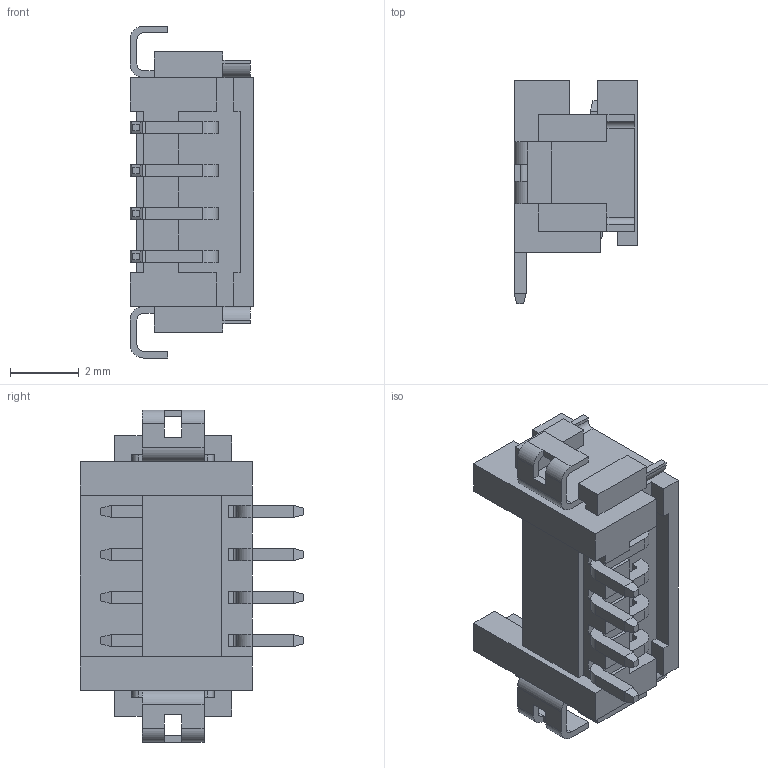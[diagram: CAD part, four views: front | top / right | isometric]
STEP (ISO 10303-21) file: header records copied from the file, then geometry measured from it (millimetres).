
FILE_DESCRIPTION(('OneSpaceDesigner STEP Export'),'2;1');
FILE_NAME('DF13A-4P-1.25H.stp','2007-03-23T10:44:08',(''),(''),'OneSpace Designer STEP processor (Jan. 2003) for AP214(CD)(Solid Model)','OneSpace Designer 12.00 10-Sep-2003 (C) CoCreate Software GmbH','');
FILE_SCHEMA(('AUTOMOTIVE_DESIGN_CC2 {1 2 10303 214 -1 1 5 1}'));
Length unit declared in the file: millimetre
Products named in the file (2): DF13A-4P-1.25HÈª
Assembly tree (1 placements, depth 2):
  DF13A-4P-1.25HÈª
    DF13A-4P-1.25HÈª
Bounding box: 3.6 x 6.5 x 9.65 mm (x, y, z)
Volume: 72 mm3; surface area: 274.7 mm2
Topology: 1 solids, 1 shells, 290 faces, 808 edges, 520 vertices
Faces by surface type: plane 250, cylinder 40
Entity records: 8811 total; most frequent: ORIENTED_EDGE 1616, CARTESIAN_POINT 1540, DIRECTION 1358, EDGE_CURVE 808, VECTOR 682, LINE 682, VERTEX_POINT 520, AXIS2_PLACEMENT_3D 338
